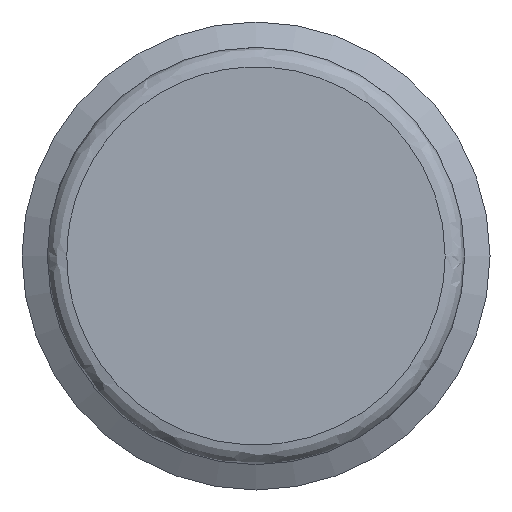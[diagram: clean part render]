
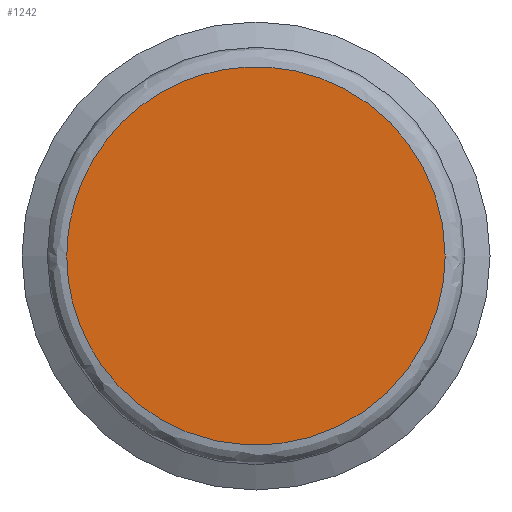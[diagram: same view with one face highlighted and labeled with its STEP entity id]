
A CAD part, front view. The second image highlights one B-rep face of the part: STEP entity #1242.
In plain terms, the highlighted planar face has unit normal (0, -1, 0).
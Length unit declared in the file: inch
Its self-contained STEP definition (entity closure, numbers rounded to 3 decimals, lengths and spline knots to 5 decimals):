
#8 = AXIS2_PLACEMENT_3D ( 'NONE', #765, #273, #775 ) ;
#44 = CARTESIAN_POINT ( 'NONE',  ( -0.11551, -1.9685, 0.15262 ) ) ;
#47 = CARTESIAN_POINT ( 'NONE',  ( -0.12571, -1.9685, 0.14433 ) ) ;
#52 = CARTESIAN_POINT ( 'NONE',  ( -0.17312, -1.9685, 0.08066 ) ) ;
#87 = CARTESIAN_POINT ( 'NONE',  ( -0.03002, -1.9685, 0.18927 ) ) ;
#92 = CARTESIAN_POINT ( 'NONE',  ( 0.11526, -1.9685, 0.15227 ) ) ;
#97 = CARTESIAN_POINT ( 'NONE',  ( 0.07178, -1.9685, 0.17694 ) ) ;
#140 = CARTESIAN_POINT ( 'NONE',  ( -0.15614, -1.9685, 0.10995 ) ) ;
#155 = CARTESIAN_POINT ( 'NONE',  ( -0.07628, -1.9685, 0.17517 ) ) ;
#190 = CARTESIAN_POINT ( 'NONE',  ( 0.10995, -1.9685, 0.15614 ) ) ;
#193 = CARTESIAN_POINT ( 'NONE',  ( 0.19094, -1.9685, 0. ) ) ;
#197 = CARTESIAN_POINT ( 'NONE',  ( -0.19094, -1.9685, 0. ) ) ;
#246 = CARTESIAN_POINT ( 'NONE',  ( -0.16821, -1.9685, 0.09077 ) ) ;
#251 = CARTESIAN_POINT ( 'NONE',  ( -0.14627, -1.9685, 0.12306 ) ) ;
#273 = DIRECTION ( 'NONE',  ( 0., -1., 0. ) ) ;
#285 = CARTESIAN_POINT ( 'NONE',  ( 0.19094, -1.9685, -0.38189 ) ) ;
#293 = CARTESIAN_POINT ( 'NONE',  ( 0.19094, -1.9685, 0.01214 ) ) ;
#297 = CARTESIAN_POINT ( 'NONE',  ( 0.17863, -1.9685, 0.06746 ) ) ;
#304 = CARTESIAN_POINT ( 'NONE',  ( 0.17783, -1.9685, 0.06954 ) ) ;
#347 = CARTESIAN_POINT ( 'NONE',  ( -0.15806, -1.9685, 0.10718 ) ) ;
#354 = CARTESIAN_POINT ( 'NONE',  ( -0.19094, -1.9685, 0.02429 ) ) ;
#387 = CARTESIAN_POINT ( 'NONE',  ( 0.13036, -1.9685, 0.13967 ) ) ;
#392 = CARTESIAN_POINT ( 'NONE',  ( 0.17517, -1.9685, 0.07628 ) ) ;
#394 = CARTESIAN_POINT ( 'NONE',  ( 0.17117, -1.9685, 0.08505 ) ) ;
#407 = ORIENTED_EDGE ( 'NONE', *, *, #580, .T. ) ;
#476 = CARTESIAN_POINT ( 'NONE',  ( 0.19094, -1.9685, 0. ) ) ;
#489 = CARTESIAN_POINT ( 'NONE',  ( -0.19094, -1.9685, -0.38189 ) ) ;
#492 = CARTESIAN_POINT ( 'NONE',  ( 0.1812, -1.9685, 0.06036 ) ) ;
#495 = CARTESIAN_POINT ( 'NONE',  ( 0.18438, -1.9685, 0.05034 ) ) ;
#502 = CARTESIAN_POINT ( 'NONE',  ( 0.09909, -1.9685, 0.16335 ) ) ;
#538 = CARTESIAN_POINT ( 'NONE',  ( -0.18648, -1.9685, 0.04772 ) ) ;
#543 = CARTESIAN_POINT ( 'NONE',  ( -0.06887, -1.9685, 0.17809 ) ) ;
#578 = ORIENTED_EDGE ( 'NONE', *, *, #810, .F. ) ;
#580 = EDGE_CURVE ( 'NONE', #1239, #975, #984, .T. ) ;
#595 = CARTESIAN_POINT ( 'NONE',  ( 0.16653, -1.9685, 0.09349 ) ) ;
#597 = CARTESIAN_POINT ( 'NONE',  ( 0.10718, -1.9685, 0.15806 ) ) ;
#602 = CARTESIAN_POINT ( 'NONE',  ( 0.07551, -1.9685, 0.17539 ) ) ;
#634 = CARTESIAN_POINT ( 'NONE',  ( -0.06533, -1.9685, 0.17943 ) ) ;
#640 = CARTESIAN_POINT ( 'NONE',  ( -0.17633, -1.9685, 0.07328 ) ) ;
#650 = CARTESIAN_POINT ( 'NONE',  ( -0.19094, -1.9685, 0. ) ) ;
#671 = PLANE ( 'NONE',  #8 ) ;
#679 = CARTESIAN_POINT ( 'NONE',  ( 0.19094, -1.9685, 0. ) ) ;
#685 = CARTESIAN_POINT ( 'NONE',  ( -0.19094, -1.9685, 0. ) ) ;
#690 = CARTESIAN_POINT ( 'NONE',  ( 0.12306, -1.9685, 0.14627 ) ) ;
#692 = CARTESIAN_POINT ( 'NONE',  ( 0.16328, -1.9685, 0.09904 ) ) ;
#700 = CARTESIAN_POINT ( 'NONE',  ( 0.08066, -1.9685, 0.17312 ) ) ;
#729 = EDGE_LOOP ( 'NONE', ( #407, #578 ) ) ;
#732 = CARTESIAN_POINT ( 'NONE',  ( -0.17694, -1.9685, 0.07178 ) ) ;
#735 = CARTESIAN_POINT ( 'NONE',  ( -0.09904, -1.9685, 0.16328 ) ) ;
#741 = CARTESIAN_POINT ( 'NONE',  ( -0.06746, -1.9685, 0.17863 ) ) ;
#749 = CARTESIAN_POINT ( 'NONE',  ( -0.06954, -1.9685, 0.17783 ) ) ;
#765 = CARTESIAN_POINT ( 'NONE',  ( 0., -1.9685, 0. ) ) ;
#775 = DIRECTION ( 'NONE',  ( 0., 0., -1. ) ) ;
#784 = CARTESIAN_POINT ( 'NONE',  ( 0.07099, -1.9685, 0.17726 ) ) ;
#795 = CARTESIAN_POINT ( 'NONE',  ( 0.16162, -1.9685, 0.10173 ) ) ;
#810 = EDGE_CURVE ( 'NONE', #1239, #975, #1007, .T. ) ;
#842 = CARTESIAN_POINT ( 'NONE',  ( -0.08505, -1.9685, 0.17117 ) ) ;
#934 = CARTESIAN_POINT ( 'NONE',  ( -0.09349, -1.9685, 0.16653 ) ) ;
#938 = CARTESIAN_POINT ( 'NONE',  ( -0.17726, -1.9685, 0.07099 ) ) ;
#968 = CARTESIAN_POINT ( 'NONE',  ( -0.05034, -1.9685, 0.18438 ) ) ;
#973 = CARTESIAN_POINT ( 'NONE',  ( 0.09077, -1.9685, 0.16821 ) ) ;
#975 = VERTEX_POINT ( 'NONE', #197 ) ;
#977 = CARTESIAN_POINT ( 'NONE',  ( 0.17809, -1.9685, 0.06887 ) ) ;
#980 = CARTESIAN_POINT ( 'NONE',  ( -0.01213, -1.9685, 0.19095 ) ) ;
#984 = B_SPLINE_CURVE_WITH_KNOTS ( 'NONE', 3,
 ( #193, #293, #1074, #495, #492, #1156, #297, #977, #304, #392, #394, #595, #692, #795, #1164, #1159, #387, #690, #92, #190, #597, #502, #973, #700, #602, #1268, #97, #784, #1257, #1068, #980, #87, #968, #1210, #634, #741, #543, #749, #155, #842, #934, #735, #1112, #44, #47, #1011, #251, #1206, #140, #347, #1219, #246, #52, #1022, #640, #732, #938, #538, #354, #650 ),
 .UNSPECIFIED., .F., .F.,
 ( 4, 1, 1, 1, 1, 2, 2, 1, 2, 2, 2, 1, 2, 2, 1, 1, 1, 2, 2, 2, 1, 1, 1, 1, 2, 2, 1, 2, 2, 2, 1, 2, 2, 1, 1, 1, 2, 2, 4 ),
 ( 0., 0.0625, 0.09375, 0.10937, 0.11719, 0.12109, 0.125, 0.15625, 0.17187, 0.1875, 0.25, 0.28125, 0.29687, 0.3125, 0.34375, 0.35937, 0.36719, 0.37109, 0.375, 0.5, 0.5625, 0.59375, 0.60937, 0.61719, 0.62109, 0.625, 0.65625, 0.67187, 0.6875, 0.75, 0.78125, 0.79687, 0.8125, 0.84375, 0.85938, 0.86719, 0.87109, 0.875, 1. ),
 .UNSPECIFIED. ) ;
#998 = FACE_OUTER_BOUND ( 'NONE', #729, .T. ) ;
#1007 =( BOUNDED_CURVE ( )  B_SPLINE_CURVE ( 3, ( #476, #285, #489, #685 ),
 .UNSPECIFIED., .F., .F. ) 
 B_SPLINE_CURVE_WITH_KNOTS ( ( 4, 4 ),
 ( 0., 1. ),
 .UNSPECIFIED. ) 
 CURVE ( )  GEOMETRIC_REPRESENTATION_ITEM ( )  RATIONAL_B_SPLINE_CURVE ( ( 1., 0.333, 0.333, 1. ) ) 
 REPRESENTATION_ITEM ( '' )  );
#1011 = CARTESIAN_POINT ( 'NONE',  ( -0.13967, -1.9685, 0.13036 ) ) ;
#1022 = CARTESIAN_POINT ( 'NONE',  ( -0.17539, -1.9685, 0.07551 ) ) ;
#1068 = CARTESIAN_POINT ( 'NONE',  ( 0.02427, -1.9685, 0.19094 ) ) ;
#1074 = CARTESIAN_POINT ( 'NONE',  ( 0.18927, -1.9685, 0.03003 ) ) ;
#1112 = CARTESIAN_POINT ( 'NONE',  ( -0.10173, -1.9685, 0.16162 ) ) ;
#1156 = CARTESIAN_POINT ( 'NONE',  ( 0.17943, -1.9685, 0.06533 ) ) ;
#1159 = CARTESIAN_POINT ( 'NONE',  ( 0.14433, -1.9685, 0.12571 ) ) ;
#1164 = CARTESIAN_POINT ( 'NONE',  ( 0.15262, -1.9685, 0.11551 ) ) ;
#1206 = CARTESIAN_POINT ( 'NONE',  ( -0.15227, -1.9685, 0.11526 ) ) ;
#1210 = CARTESIAN_POINT ( 'NONE',  ( -0.06036, -1.9685, 0.18121 ) ) ;
#1219 = CARTESIAN_POINT ( 'NONE',  ( -0.16335, -1.9685, 0.09909 ) ) ;
#1239 = VERTEX_POINT ( 'NONE', #679 ) ;
#1242 = ADVANCED_FACE ( 'NONE', ( #998 ), #671, .T. ) ;
#1257 = CARTESIAN_POINT ( 'NONE',  ( 0.04772, -1.9685, 0.18647 ) ) ;
#1268 = CARTESIAN_POINT ( 'NONE',  ( 0.07328, -1.9685, 0.17633 ) ) ;
